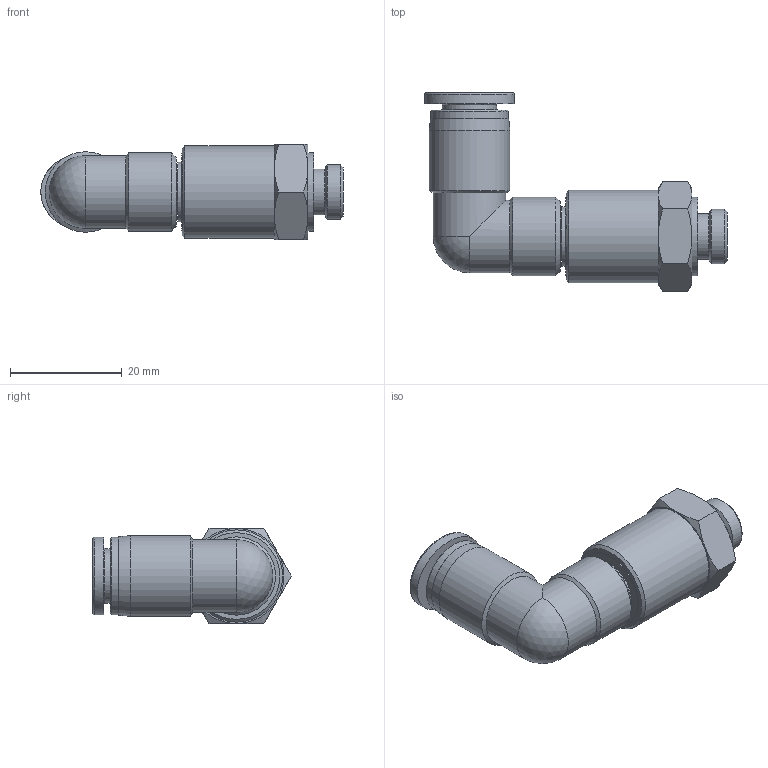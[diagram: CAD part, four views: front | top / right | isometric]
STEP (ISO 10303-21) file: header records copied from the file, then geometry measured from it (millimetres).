
FILE_DESCRIPTION((''),'2;1');
FILE_NAME('NHRL 08-G01.stp','2016-07-08T15:59:10',('Administrator'),(''),'Autodesk Inventor 2013','Autodesk Inventor 2013','');
FILE_SCHEMA(('CONFIG_CONTROL_DESIGN'));
Length unit declared in the file: millimetre
Products named in the file (5): NHRL 08-G01; HOUSING H8-G01; COUPLING-08H; NHRL BODY-8H; SLEEVE N08L
Assembly tree (4 placements, depth 2):
  NHRL 08-G01
    HOUSING H8-G01
    COUPLING-08H
    NHRL BODY-8H
    SLEEVE N08L
Bounding box: 54.05 x 35.52 x 17 mm (x, y, z)
Volume: 10629.3 mm3; surface area: 5157.4 mm2
Topology: 4 solids, 4 shells, 65 faces, 117 edges, 69 vertices
Faces by surface type: plane 23, cone 23, cylinder 15, bspline 2, torus 1, sphere 1
Full cylindrical faces by diameter (mm): 8 x1, 8.2 x3, 9.7 x1, 9.73 x1, 10.6 x1, 13 x2, 13.8 x1, 13.9 x1, 14 x2, 14.4 x1, 16.5 x1
Entity records: 1642 total; most frequent: CARTESIAN_POINT 395, DIRECTION 260, ORIENTED_EDGE 174, AXIS2_PLACEMENT_3D 127, EDGE_LOOP 104, EDGE_CURVE 87, VERTEX_POINT 67, FACE_OUTER_BOUND 65
